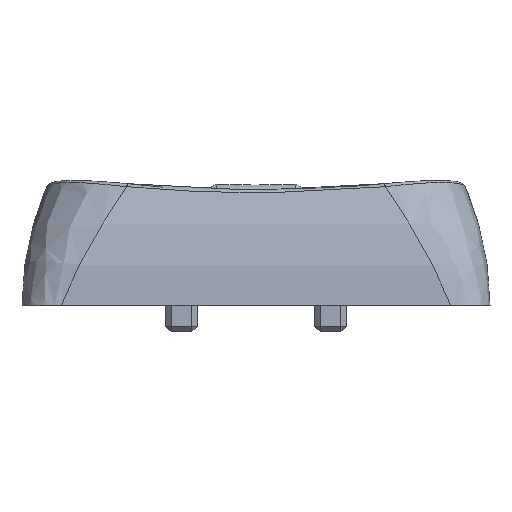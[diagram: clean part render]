
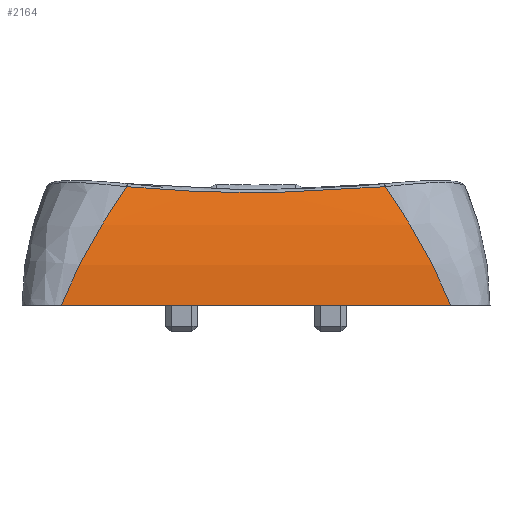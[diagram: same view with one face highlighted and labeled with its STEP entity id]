
A CAD part, front view. The second image highlights one B-rep face of the part: STEP entity #2164.
In plain terms, the highlighted cylindrical face has radius 11.251 mm (diameter 22.502 mm), a partial arc.
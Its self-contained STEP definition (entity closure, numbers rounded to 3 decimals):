
#44=ELLIPSE('',#2310,42.044,37.003);
#60=CYLINDRICAL_SURFACE('',#2309,11.251);
#76=B_SPLINE_CURVE_WITH_KNOTS('',3,(#3198,#3199,#3200,#3201,#3202,#3203,
#3204),.UNSPECIFIED.,.F.,.F.,(4,1,1,1,4),(0.,2.896,3.258,
4.344,5.321),.UNSPECIFIED.);
#77=B_SPLINE_CURVE_WITH_KNOTS('',3,(#3205,#3206,#3207,#3208,#3209,#3210,
#3211),.UNSPECIFIED.,.F.,.F.,(4,1,1,1,4),(0.,0.977,2.063,
2.425,5.321),.UNSPECIFIED.);
#137=FACE_OUTER_BOUND('',#269,.T.);
#269=EDGE_LOOP('',(#1496,#1497,#1498,#1499));
#466=LINE('',#3079,#706);
#706=VECTOR('',#2507,10.);
#946=VERTEX_POINT('',#3062);
#948=VERTEX_POINT('',#3078);
#962=VERTEX_POINT('',#3195);
#963=VERTEX_POINT('',#3196);
#1153=EDGE_CURVE('',#948,#946,#466,.T.);
#1168=EDGE_CURVE('',#962,#963,#44,.T.);
#1169=EDGE_CURVE('',#948,#963,#76,.T.);
#1170=EDGE_CURVE('',#962,#946,#77,.T.);
#1496=ORIENTED_EDGE('',*,*,#1168,.T.);
#1497=ORIENTED_EDGE('',*,*,#1169,.F.);
#1498=ORIENTED_EDGE('',*,*,#1153,.T.);
#1499=ORIENTED_EDGE('',*,*,#1170,.F.);
#2164=ADVANCED_FACE('',(#137),#60,.T.);
#2309=AXIS2_PLACEMENT_3D('',#3194,#2515,#2516);
#2310=AXIS2_PLACEMENT_3D('',#3197,#2517,#2518);
#2507=DIRECTION('',(1.,0.,0.));
#2515=DIRECTION('center_axis',(-1.,0.,0.));
#2516=DIRECTION('ref_axis',(0.,-0.978,0.208));
#2517=DIRECTION('center_axis',(0.,0.915,-0.403));
#2518=DIRECTION('ref_axis',(1.,0.,0.));
#3062=CARTESIAN_POINT('',(7.45,-8.95,3.));
#3078=CARTESIAN_POINT('',(-7.45,-8.95,3.));
#3079=CARTESIAN_POINT('',(-7.45,-8.95,3.));
#3194=CARTESIAN_POINT('Origin',(-7.45,2.301,3.));
#3195=CARTESIAN_POINT('',(4.94,-7.994,7.539));
#3196=CARTESIAN_POINT('',(-4.94,-7.994,7.539));
#3197=CARTESIAN_POINT('Origin',(0.,6.83,41.163));
#3198=CARTESIAN_POINT('Ctrl Pts',(-7.45,-8.95,3.));
#3199=CARTESIAN_POINT('Ctrl Pts',(-7.117,-8.95,3.852));
#3200=CARTESIAN_POINT('Ctrl Pts',(-6.647,-8.841,4.805));
#3201=CARTESIAN_POINT('Ctrl Pts',(-5.929,-8.54,6.035));
#3202=CARTESIAN_POINT('Ctrl Pts',(-5.507,-8.334,6.71));
#3203=CARTESIAN_POINT('Ctrl Pts',(-5.125,-8.11,7.276));
#3204=CARTESIAN_POINT('Ctrl Pts',(-4.94,-7.994,7.539));
#3205=CARTESIAN_POINT('Ctrl Pts',(4.94,-7.994,7.539));
#3206=CARTESIAN_POINT('Ctrl Pts',(5.125,-8.11,7.276));
#3207=CARTESIAN_POINT('Ctrl Pts',(5.507,-8.334,6.71));
#3208=CARTESIAN_POINT('Ctrl Pts',(5.929,-8.54,6.035));
#3209=CARTESIAN_POINT('Ctrl Pts',(6.647,-8.841,4.805));
#3210=CARTESIAN_POINT('Ctrl Pts',(7.117,-8.95,3.852));
#3211=CARTESIAN_POINT('Ctrl Pts',(7.45,-8.95,3.));
